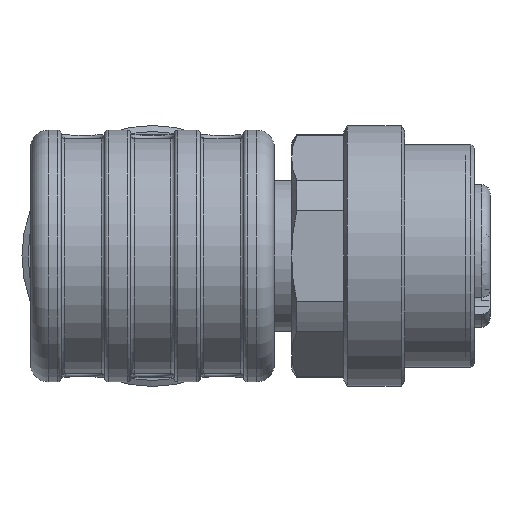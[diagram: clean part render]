
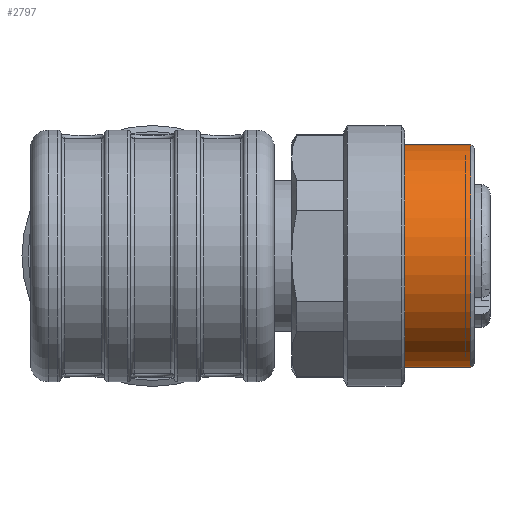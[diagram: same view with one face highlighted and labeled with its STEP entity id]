
A CAD part, front view. The second image highlights one B-rep face of the part: STEP entity #2797.
In plain terms, the highlighted cylindrical face has radius 6.4 mm (diameter 12.8 mm), a full revolution.
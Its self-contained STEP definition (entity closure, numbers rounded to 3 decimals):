
#2797=ADVANCED_FACE('',(#3569,#3570),#3369,.T.);
#3369=CYLINDRICAL_SURFACE('',#10417,6.4);
#3569=FACE_BOUND('',#3822,.T.);
#3570=FACE_BOUND('',#3823,.T.);
#3822=EDGE_LOOP('',(#4865));
#3823=EDGE_LOOP('',(#4866));
#4865=ORIENTED_EDGE('',*,*,#8490,.T.);
#4866=ORIENTED_EDGE('',*,*,#8491,.T.);
#7483=VERTEX_POINT('',#14527);
#7484=VERTEX_POINT('',#14530);
#8490=EDGE_CURVE('',#7483,#7483,#9814,.T.);
#8491=EDGE_CURVE('',#7484,#7484,#9815,.T.);
#9814=CIRCLE('',#10414,6.4);
#9815=CIRCLE('',#10416,6.4);
#10414=AXIS2_PLACEMENT_3D('',#14526,#11758,#11759);
#10416=AXIS2_PLACEMENT_3D('',#14529,#11762,#11763);
#10417=AXIS2_PLACEMENT_3D('',#14531,#11764,#11765);
#11758=DIRECTION('',(-1.,0.,0.));
#11759=DIRECTION('',(0.,0.866,-0.5));
#11762=DIRECTION('',(1.,0.,0.));
#11763=DIRECTION('',(0.,-0.5,-0.866));
#11764=DIRECTION('',(1.,0.,0.));
#11765=DIRECTION('',(0.,0.5,0.866));
#14526=CARTESIAN_POINT('',(143.385,-11.05,-5.965));
#14527=CARTESIAN_POINT('',(143.385,-5.507,-9.165));
#14529=CARTESIAN_POINT('',(139.585,-11.05,-5.965));
#14530=CARTESIAN_POINT('',(139.585,-14.25,-11.507));
#14531=CARTESIAN_POINT('',(143.585,-11.05,-5.965));
